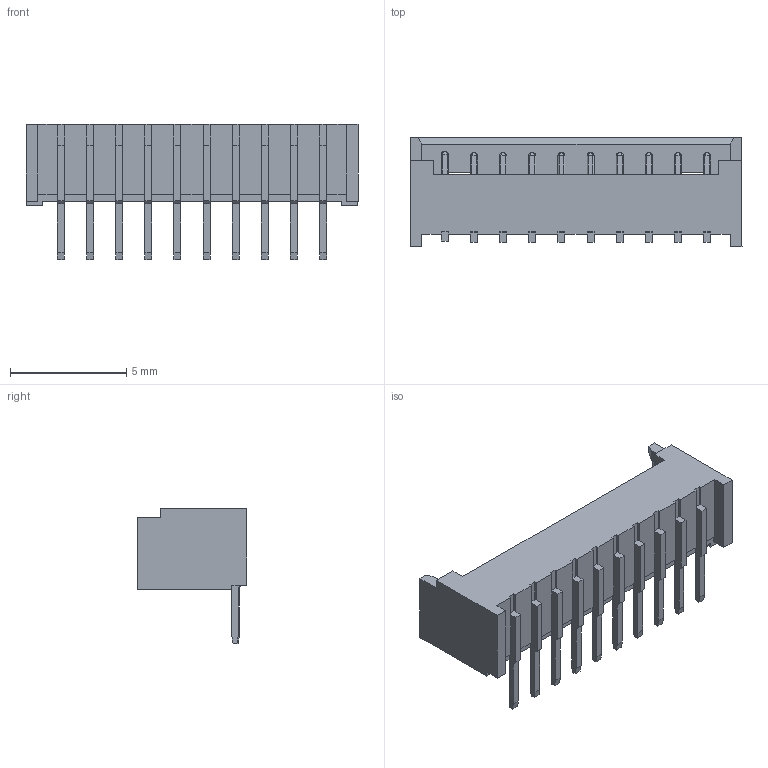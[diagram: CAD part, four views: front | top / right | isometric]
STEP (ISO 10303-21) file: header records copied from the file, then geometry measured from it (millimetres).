
FILE_DESCRIPTION(/* description */ ('Unknown'),/* implementation_level */ '2;1');
FILE_NAME(/* name */ 'J_Wurth_WR-WTB_653010117322',/* time_stamp */ '2025-06-03T09:38:47+08:00',/* author */ ('Unknown'),/* organization */ ('Unknown'),/* preprocessor_version */ 'ST-DEVELOPER v19.4',/* originating_system */ 'Solid Edge',/* authorisation */ 'Unknown');
FILE_SCHEMA (('AUTOMOTIVE_DESIGN {1 0 10303 214 3 1 1}'));
Length unit declared in the file: millimetre
Products named in the file (2): J_Wurth_WR-WTB_653010117322
Assembly tree (1 placements, depth 2):
  J_Wurth_WR-WTB_653010117322
    J_Wurth_WR-WTB_653010117322
Bounding box: 14.25 x 4.7 x 5.8 mm (x, y, z)
Volume: 96.4 mm3; surface area: 406.4 mm2
Topology: 1 solids, 1 shells, 483 faces, 1281 edges, 770 vertices
Faces by surface type: plane 323, cylinder 80, torus 40, bspline 40
Entity records: 18111 total; most frequent: CARTESIAN_POINT 3176, ORIENTED_EDGE 2482, DIRECTION 2251, EDGE_CURVE 1241, LINE 961, VECTOR 961, VERTEX_POINT 770, AXIS2_PLACEMENT_3D 645
